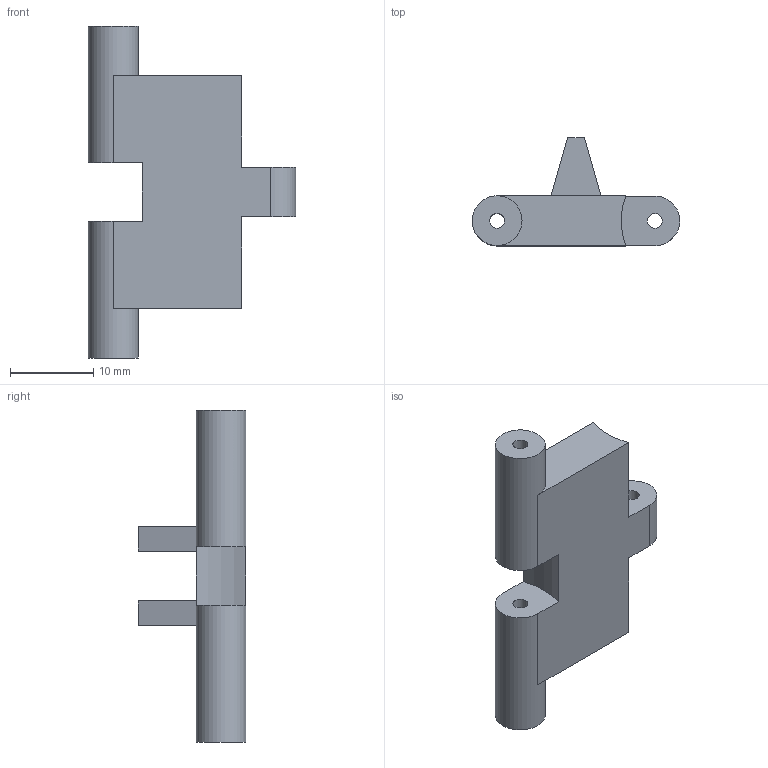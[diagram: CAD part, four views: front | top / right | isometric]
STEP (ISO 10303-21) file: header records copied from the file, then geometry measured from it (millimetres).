
FILE_DESCRIPTION(('STEP AP203'), '1');
FILE_NAME('TrackChamfer007', '', ('UNSPECIFIED'), ('UNSPECIFIED'), 'C3D Converter', 'C3D Toolkit', '');
FILE_SCHEMA(('CONFIG_CONTROL_DESIGN'));
Length unit declared in the file: millimetre
Bounding box: 25 x 13 x 40 mm (x, y, z)
Volume: 3290.1 mm3; surface area: 2272.5 mm2
Topology: 1 solids, 1 shells, 31 faces, 76 edges, 55 vertices
Faces by surface type: plane 21, cylinder 10
Full cylindrical faces by diameter (mm): 1.8 x3, 4 x1, 6 x2
Entity records: 950 total; most frequent: CARTESIAN_POINT 157, DIRECTION 156, ORIENTED_EDGE 140, EDGE_CURVE 70, AXIS2_PLACEMENT_3D 54, VERTEX_POINT 50, LINE 48, VECTOR 48
